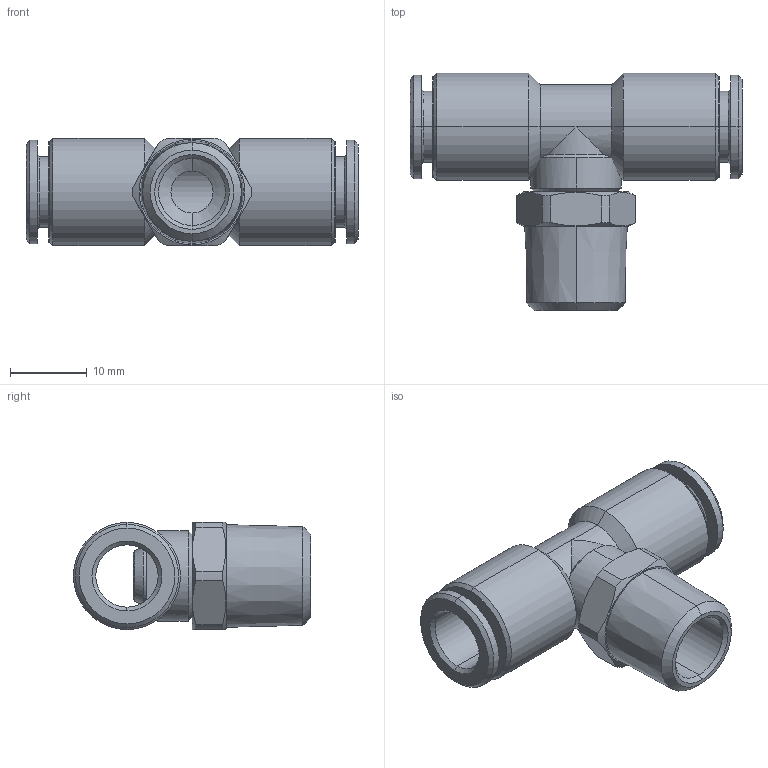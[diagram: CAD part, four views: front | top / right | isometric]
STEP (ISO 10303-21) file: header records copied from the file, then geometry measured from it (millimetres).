
FILE_DESCRIPTION (( 'STEP AP203' ), '1' );
FILE_NAME ('B0110042.STEP', '2011-03-30T12:52:36', ( '' ), ( 'sopra-pneumatic' ), 'SwSTEP 2.0', 'SolidWorks 2009', '' );
FILE_SCHEMA (( 'CONFIG_CONTROL_DESIGN' ));
Length unit declared in the file: millimetre
Products named in the file (1): B0110042
Bounding box: 43.4 x 31 x 14 mm (x, y, z)
Volume: 5158.7 mm3; surface area: 4809.5 mm2
Topology: 1 solids, 1 shells, 113 faces, 259 edges, 155 vertices
Faces by surface type: cylinder 43, cone 41, plane 29
Entity records: 3380 total; most frequent: CARTESIAN_POINT 727, DIRECTION 570, ORIENTED_EDGE 518, EDGE_CURVE 259, AXIS2_PLACEMENT_3D 228, VERTEX_POINT 155, EDGE_LOOP 124, VECTOR 114
